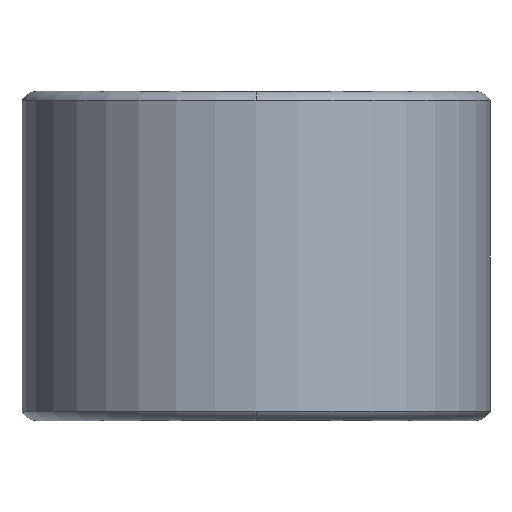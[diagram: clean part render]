
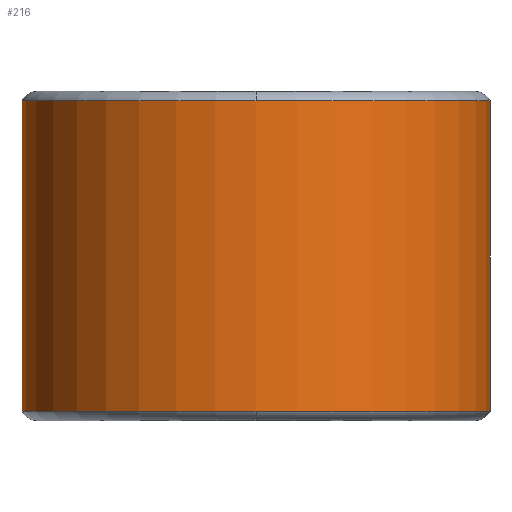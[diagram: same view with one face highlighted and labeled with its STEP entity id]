
A CAD part, front view. The second image highlights one B-rep face of the part: STEP entity #216.
In plain terms, the highlighted cylindrical face has radius 7.019 mm (diameter 14.037 mm), a partial arc.
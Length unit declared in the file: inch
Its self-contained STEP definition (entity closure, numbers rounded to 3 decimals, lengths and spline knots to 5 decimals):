
#19 = EDGE_CURVE ( 'NONE', #1040, #457, #715, .T. ) ;
#50 = VECTOR ( 'NONE', #379, 39.37008 ) ;
#55 = ORIENTED_EDGE ( 'NONE', *, *, #72, .F. ) ;
#72 = EDGE_CURVE ( 'NONE', #347, #457, #302, .T. ) ;
#73 = DIRECTION ( 'NONE',  ( 1., 0., 0. ) ) ;
#106 = CARTESIAN_POINT ( 'NONE',  ( -0.27632, 0., -0.1944 ) ) ;
#111 = ORIENTED_EDGE ( 'NONE', *, *, #1048, .F. ) ;
#121 = LINE ( 'NONE', #106, #50 ) ;
#190 = EDGE_CURVE ( 'NONE', #995, #347, #625, .T. ) ;
#192 = CARTESIAN_POINT ( 'NONE',  ( 0.27632, 0., -0.18308 ) ) ;
#216 = ADVANCED_FACE ( 'NONE', ( #410 ), #979, .T. ) ;
#252 = CIRCLE ( 'NONE', #406, 0.27632 ) ;
#259 = AXIS2_PLACEMENT_3D ( 'NONE', #579, #906, #73 ) ;
#270 = CARTESIAN_POINT ( 'NONE',  ( 0., 0., 0.18308 ) ) ;
#278 = AXIS2_PLACEMENT_3D ( 'NONE', #539, #560, #399 ) ;
#285 = DIRECTION ( 'NONE',  ( 0., 0., 1. ) ) ;
#302 = CIRCLE ( 'NONE', #278, 0.27632 ) ;
#317 = CARTESIAN_POINT ( 'NONE',  ( 0., 0., -0.18308 ) ) ;
#333 = DIRECTION ( 'NONE',  ( 0., 1., 0. ) ) ;
#347 = VERTEX_POINT ( 'NONE', #743 ) ;
#352 = AXIS2_PLACEMENT_3D ( 'NONE', #270, #816, #333 ) ;
#379 = DIRECTION ( 'NONE',  ( 0., 0., 1. ) ) ;
#395 = VERTEX_POINT ( 'NONE', #591 ) ;
#399 = DIRECTION ( 'NONE',  ( 0., 1., 0. ) ) ;
#400 = DIRECTION ( 'NONE',  ( 0., -1., 0. ) ) ;
#406 = AXIS2_PLACEMENT_3D ( 'NONE', #1002, #860, #959 ) ;
#410 = FACE_OUTER_BOUND ( 'NONE', #740, .T. ) ;
#457 = VERTEX_POINT ( 'NONE', #1025 ) ;
#466 = ORIENTED_EDGE ( 'NONE', *, *, #19, .T. ) ;
#527 = CARTESIAN_POINT ( 'NONE',  ( -0.27632, 0., 0.18308 ) ) ;
#539 = CARTESIAN_POINT ( 'NONE',  ( 0., 0., 0.18308 ) ) ;
#556 = DIRECTION ( 'NONE',  ( 0., 0., -1. ) ) ;
#560 = DIRECTION ( 'NONE',  ( 0., 0., 1. ) ) ;
#579 = CARTESIAN_POINT ( 'NONE',  ( 0., 0., -0.1944 ) ) ;
#584 = ORIENTED_EDGE ( 'NONE', *, *, #190, .F. ) ;
#591 = CARTESIAN_POINT ( 'NONE',  ( 0., -0.27632, -0.18308 ) ) ;
#608 = VECTOR ( 'NONE', #285, 39.37008 ) ;
#612 = CARTESIAN_POINT ( 'NONE',  ( -0.27632, 0., -0.18308 ) ) ;
#625 = CIRCLE ( 'NONE', #352, 0.27632 ) ;
#701 = EDGE_CURVE ( 'NONE', #1040, #395, #729, .T. ) ;
#715 = LINE ( 'NONE', #1024, #608 ) ;
#729 = CIRCLE ( 'NONE', #1035, 0.27632 ) ;
#740 = EDGE_LOOP ( 'NONE', ( #914, #111, #1044, #466, #55, #584 ) ) ;
#743 = CARTESIAN_POINT ( 'NONE',  ( 0., -0.27632, 0.18308 ) ) ;
#816 = DIRECTION ( 'NONE',  ( 0., 0., 1. ) ) ;
#860 = DIRECTION ( 'NONE',  ( 0., 0., -1. ) ) ;
#906 = DIRECTION ( 'NONE',  ( 0., 0., 1. ) ) ;
#914 = ORIENTED_EDGE ( 'NONE', *, *, #919, .F. ) ;
#919 = EDGE_CURVE ( 'NONE', #1054, #995, #121, .T. ) ;
#959 = DIRECTION ( 'NONE',  ( 0., -1., 0. ) ) ;
#979 = CYLINDRICAL_SURFACE ( 'NONE', #259, 0.27632 ) ;
#995 = VERTEX_POINT ( 'NONE', #527 ) ;
#1002 = CARTESIAN_POINT ( 'NONE',  ( 0., 0., -0.18308 ) ) ;
#1024 = CARTESIAN_POINT ( 'NONE',  ( 0.27632, 0., -0.1944 ) ) ;
#1025 = CARTESIAN_POINT ( 'NONE',  ( 0.27632, 0., 0.18308 ) ) ;
#1035 = AXIS2_PLACEMENT_3D ( 'NONE', #317, #556, #400 ) ;
#1040 = VERTEX_POINT ( 'NONE', #192 ) ;
#1044 = ORIENTED_EDGE ( 'NONE', *, *, #701, .F. ) ;
#1048 = EDGE_CURVE ( 'NONE', #395, #1054, #252, .T. ) ;
#1054 = VERTEX_POINT ( 'NONE', #612 ) ;
